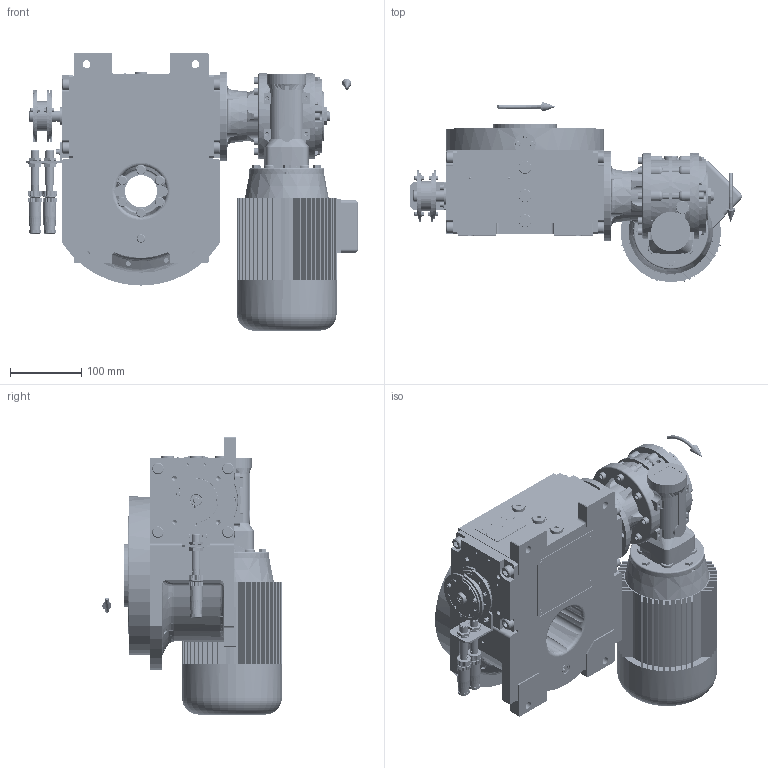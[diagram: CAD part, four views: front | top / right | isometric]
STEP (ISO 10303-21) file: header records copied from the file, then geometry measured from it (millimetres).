
FILE_DESCRIPTION (( 'STEP AP203' ), '1' );
FILE_NAME ('PC5201794.step', '2026-01-29T13:09:20', ( '' ), ( '' ), 'SwSTEP 2.0', 'SolidWorks 2020', '' );
FILE_SCHEMA (( 'CONFIG_CONTROL_DESIGN' ));
Length unit declared in the file: millimetre
Products named in the file (91): cfn2107_01_001; cfn2000_01_126; cfn2000_01_184; cfn2115_02_165; cfn2003_01_054; cfn2155_01_056; RIG06_021_AF0.stp; CFN2010_01_012.stp; AS_rig06_071_16_m; rig06_003_16; olio_agip_blasia_150; CFN2223_01-570X6-B.stp; cfn2000_01_124; cfn2128_04_004; CFN2010_02_002.stp; cfn2070_05_005; rig06_071_16_m_asm.stp; RIG06_005_ASM.stp; cfn2151_01_109; freccia_angolare_albero; cfn2000_01_103; rig06_016; rig06_002_bl_001; AS_900_38_30_003; AS_cfn2476_01_002_60x46; cfn2401_02_005; cfn2104_01_016; freccia_angolare; 900_00_00_005; cfn2128_19_002; CFN2000_01_185.stp; rig06_007_master; cfn2055_01_002; AS_900_00_00_005; 900_38_30_003; rig06_001_a; cfn2276_01_074; rig06_005_n_01; rig06_004; PC5201794 ...
Assembly tree (87 placements, depth 5):
  cfn2115_02_165
  CFN2010_01_012.stp
  olio_agip_blasia_150
  CFN2223_01-570X6-B.stp
  cfn2151_01_109
Bounding box: 464.73 x 251.26 x 388 mm (x, y, z)
Volume: 6358281.2 mm3; surface area: 1240758.2 mm2
Topology: 75 solids, 75 shells, 6353 faces, 16263 edges, 10310 vertices
Faces by surface type: plane 2985, cylinder 2129, cone 1024, torus 185, bspline 20, sphere 10
Entity records: 181655 total; most frequent: CARTESIAN_POINT 46857, DIRECTION 26300, ORIENTED_EDGE 26114, EDGE_CURVE 13057, AXIS2_PLACEMENT_3D 9587, VERTEX_POINT 8364, LINE 7126, VECTOR 7126
